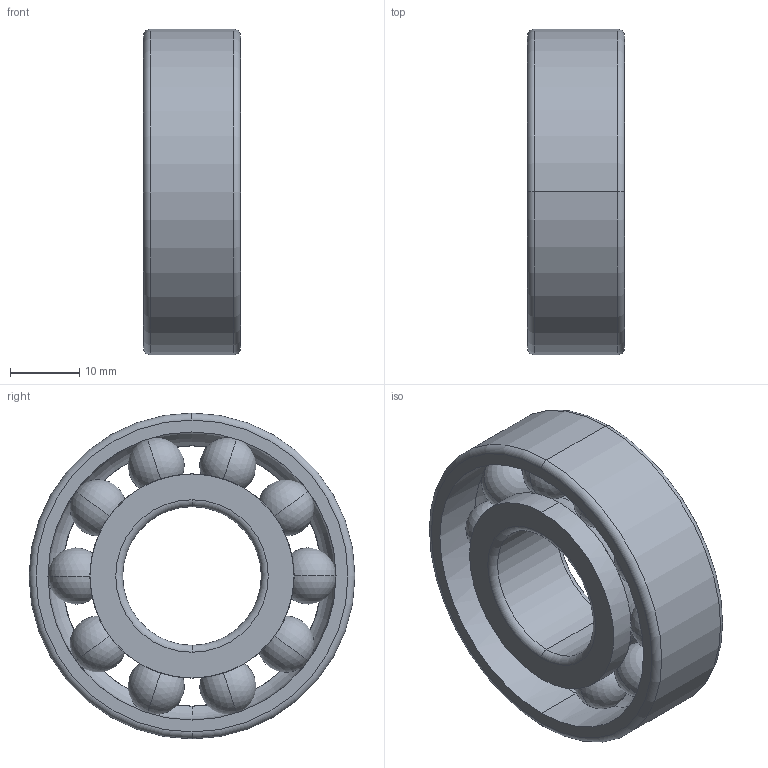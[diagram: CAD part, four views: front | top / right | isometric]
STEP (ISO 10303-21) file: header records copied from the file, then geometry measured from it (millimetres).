
FILE_DESCRIPTION (( 'STEP AP203' ), '1' );
FILE_NAME ('7204_Rlt-Billes_SKF - 7204 BE - 10-DE-NC-10_68_sldprt.STEP', '2017-12-12T20:31:29', ( '' ), ( '' ), 'SwSTEP 2.0', 'SolidWorks 2016', '' );
FILE_SCHEMA (( 'CONFIG_CONTROL_DESIGN' ));
Length unit declared in the file: millimetre
Products named in the file (1): 7204_Rlt-Billes_SKF - 7204 BE - 10-DE-NC-10_68_sldprt
Bounding box: 14 x 47 x 47 mm (x, y, z)
Volume: 12629.8 mm3; surface area: 9330.5 mm2
Topology: 1 solids, 1 shells, 66 faces, 294 edges, 192 vertices
Faces by surface type: torus 30, sphere 20, cylinder 12, plane 4
Entity records: 3405 total; most frequent: CARTESIAN_POINT 1273, ORIENTED_EDGE 508, DIRECTION 390, EDGE_CURVE 254, AXIS2_PLACEMENT_3D 189, VERTEX_POINT 172, CIRCLE 122, B_SPLINE_CURVE_WITH_KNOTS 120
